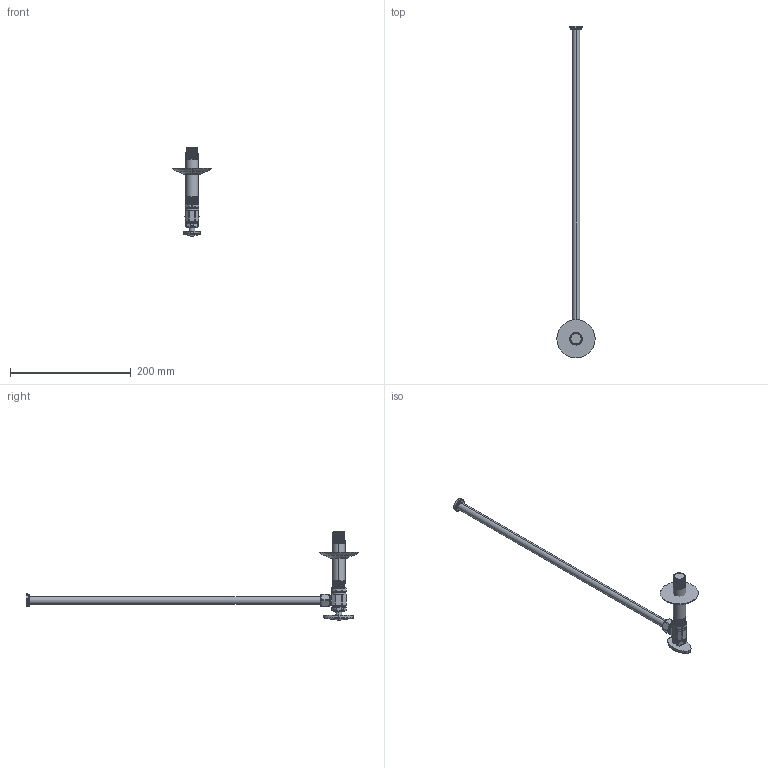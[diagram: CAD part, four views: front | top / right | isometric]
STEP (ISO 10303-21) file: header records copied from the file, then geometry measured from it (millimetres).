
FILE_DESCRIPTION((''),'2;1');
FILE_NAME('481_WEB','2011-02-09T',('ramkumar'),(''),'PRO/ENGINEER BY PARAMETRIC TECHNOLOGY CORPORATION, 2009300','PRO/ENGINEER BY PARAMETRIC TECHNOLOGY CORPORATION, 2009300','');
FILE_SCHEMA(('CONFIG_CONTROL_DESIGN'));
Length unit declared in the file: inch
Products named in the file (1): 481_WEB
Bounding box: 63.5 x 550.78 x 147.26 mm (x, y, z)
Surface area: 50780.3 mm2 (no closed solid volume)
Topology: 0 solids, 14 shells, 337 faces, 898 edges, 559 vertices
Faces by surface type: cylinder 87, cone 78, bspline 77, plane 57, torus 30, sphere 8
Entity records: 18890 total; most frequent: CARTESIAN_POINT 11350, ORIENTED_EDGE 1652, DIRECTION 1365, EDGE_CURVE 898, VERTEX_POINT 559, AXIS2_PLACEMENT_3D 553, B_SPLINE_CURVE_WITH_KNOTS 346, EDGE_LOOP 337
